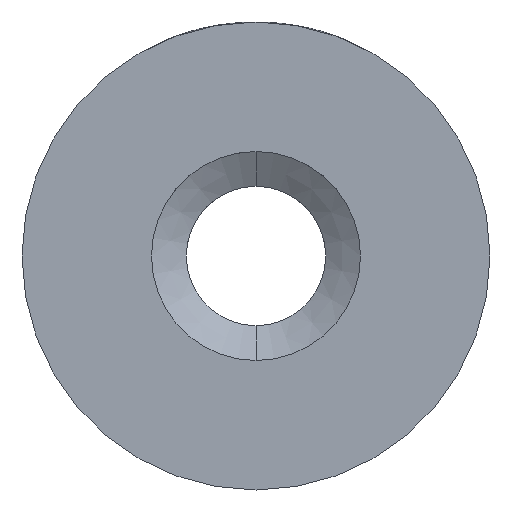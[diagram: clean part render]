
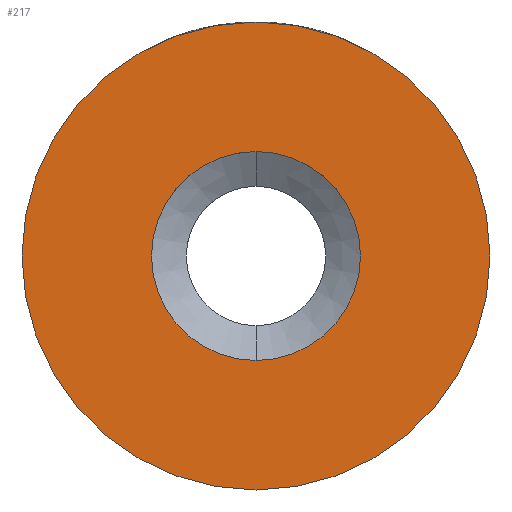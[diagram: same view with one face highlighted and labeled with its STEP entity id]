
A CAD part, front view. The second image highlights one B-rep face of the part: STEP entity #217.
In plain terms, the highlighted planar face has unit normal (0, -1, 0).
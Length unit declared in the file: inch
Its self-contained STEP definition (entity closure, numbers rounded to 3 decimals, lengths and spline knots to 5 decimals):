
#52 = AXIS2_PLACEMENT_3D ( 'NONE', #244, #70, #783 ) ;
#56 = CARTESIAN_POINT ( 'NONE',  ( 0., 0., 0. ) ) ;
#70 = DIRECTION ( 'NONE',  ( 0., 1., 0. ) ) ;
#80 = VERTEX_POINT ( 'NONE', #706 ) ;
#98 = DIRECTION ( 'NONE',  ( 0., -1., 0. ) ) ;
#112 = EDGE_LOOP ( 'NONE', ( #564, #469 ) ) ;
#137 = CIRCLE ( 'NONE', #52, 0.21 ) ;
#164 = CARTESIAN_POINT ( 'NONE',  ( 0., 0., 0. ) ) ;
#206 = EDGE_CURVE ( 'NONE', #80, #234, #137, .T. ) ;
#217 = ADVANCED_FACE ( 'NONE', ( #251, #300 ), #350, .F. ) ;
#219 = ORIENTED_EDGE ( 'NONE', *, *, #820, .F. ) ;
#234 = VERTEX_POINT ( 'NONE', #831 ) ;
#238 = DIRECTION ( 'NONE',  ( 0., 0., 1. ) ) ;
#244 = CARTESIAN_POINT ( 'NONE',  ( 0., 0., 0. ) ) ;
#251 = FACE_BOUND ( 'NONE', #112, .T. ) ;
#260 = EDGE_CURVE ( 'NONE', #293, #559, #337, .T. ) ;
#266 = DIRECTION ( 'NONE',  ( 0., 0., -1. ) ) ;
#293 = VERTEX_POINT ( 'NONE', #721 ) ;
#300 = FACE_OUTER_BOUND ( 'NONE', #825, .T. ) ;
#337 = CIRCLE ( 'NONE', #547, 0.09375 ) ;
#350 = PLANE ( 'NONE',  #835 ) ;
#405 = DIRECTION ( 'NONE',  ( 0., 0., 1. ) ) ;
#409 = CIRCLE ( 'NONE', #845, 0.09375 ) ;
#418 = ORIENTED_EDGE ( 'NONE', *, *, #206, .F. ) ;
#426 = DIRECTION ( 'NONE',  ( 0., -1., 0. ) ) ;
#463 = AXIS2_PLACEMENT_3D ( 'NONE', #164, #631, #238 ) ;
#469 = ORIENTED_EDGE ( 'NONE', *, *, #584, .F. ) ;
#523 = CARTESIAN_POINT ( 'NONE',  ( 0., 0., 0. ) ) ;
#547 = AXIS2_PLACEMENT_3D ( 'NONE', #56, #98, #590 ) ;
#559 = VERTEX_POINT ( 'NONE', #691 ) ;
#564 = ORIENTED_EDGE ( 'NONE', *, *, #260, .F. ) ;
#584 = EDGE_CURVE ( 'NONE', #559, #293, #409, .T. ) ;
#590 = DIRECTION ( 'NONE',  ( 0., 0., -1. ) ) ;
#631 = DIRECTION ( 'NONE',  ( 0., 1., 0. ) ) ;
#674 = DIRECTION ( 'NONE',  ( 0., 1., 0. ) ) ;
#691 = CARTESIAN_POINT ( 'NONE',  ( 0., 0., 0.09375 ) ) ;
#706 = CARTESIAN_POINT ( 'NONE',  ( 0., 0., -0.21 ) ) ;
#721 = CARTESIAN_POINT ( 'NONE',  ( 0., 0., -0.09375 ) ) ;
#779 = CIRCLE ( 'NONE', #463, 0.21 ) ;
#783 = DIRECTION ( 'NONE',  ( 0., 0., 1. ) ) ;
#788 = CARTESIAN_POINT ( 'NONE',  ( 0., 0., 0. ) ) ;
#820 = EDGE_CURVE ( 'NONE', #234, #80, #779, .T. ) ;
#825 = EDGE_LOOP ( 'NONE', ( #418, #219 ) ) ;
#831 = CARTESIAN_POINT ( 'NONE',  ( 0., 0., 0.21 ) ) ;
#835 = AXIS2_PLACEMENT_3D ( 'NONE', #523, #674, #405 ) ;
#845 = AXIS2_PLACEMENT_3D ( 'NONE', #788, #426, #266 ) ;
